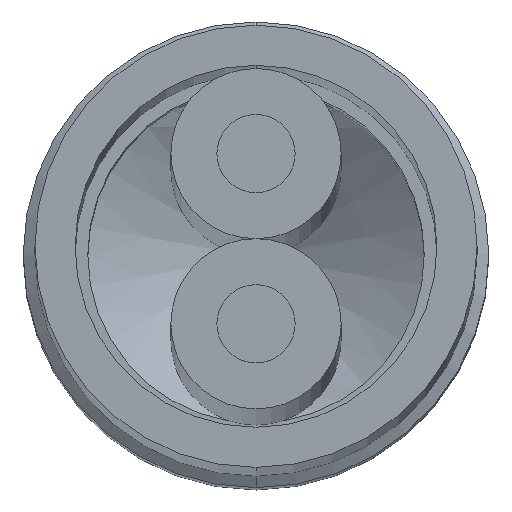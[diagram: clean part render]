
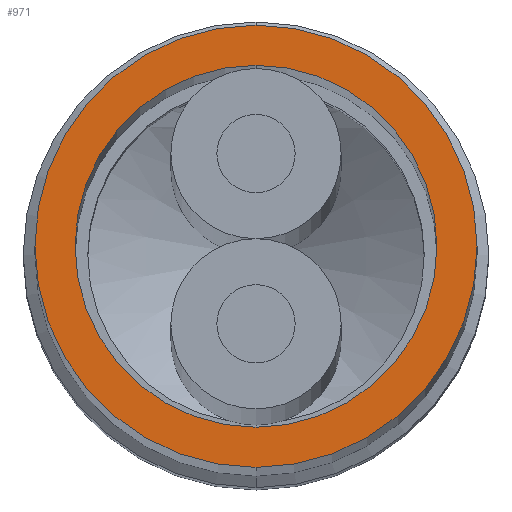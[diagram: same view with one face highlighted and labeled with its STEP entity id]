
A CAD part, top view. The second image highlights one B-rep face of the part: STEP entity #971.
In plain terms, the highlighted planar face has unit normal (0, 0, 1).
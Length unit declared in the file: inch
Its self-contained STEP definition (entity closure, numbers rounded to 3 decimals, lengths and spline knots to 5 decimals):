
#770=CARTESIAN_POINT('',(0.,0.,0.421));
#771=DIRECTION('',(0.,0.,1.));
#772=DIRECTION('',(0.,1.,0.));
#773=AXIS2_PLACEMENT_3D('',#770,#771,#772);
#775=CARTESIAN_POINT('',(0.,0.,0.421));
#776=DIRECTION('',(0.,0.,-1.));
#777=DIRECTION('',(0.,1.,0.));
#778=AXIS2_PLACEMENT_3D('',#775,#776,#777);
#858=CARTESIAN_POINT('',(0.,0.,0.421));
#859=DIRECTION('',(0.,0.,-1.));
#860=DIRECTION('',(0.,1.,0.));
#861=AXIS2_PLACEMENT_3D('',#858,#859,#860);
#867=CARTESIAN_POINT('',(0.,0.,0.421));
#868=DIRECTION('',(0.,0.,1.));
#869=DIRECTION('',(0.,1.,0.));
#870=AXIS2_PLACEMENT_3D('',#867,#868,#869);
#918=CARTESIAN_POINT('',(0.,0.0925,0.421));
#920=VERTEX_POINT('',#918);
#930=CARTESIAN_POINT('',(0.,0.113,0.421));
#931=VERTEX_POINT('',#930);
#932=CARTESIAN_POINT('',(0.,-0.0925,0.421));
#934=VERTEX_POINT('',#932);
#944=CARTESIAN_POINT('',(0.,-0.113,0.421));
#945=VERTEX_POINT('',#944);
#954=CARTESIAN_POINT('',(0.,0.,0.421));
#955=DIRECTION('',(0.,0.,1.));
#956=DIRECTION('',(0.,1.,0.));
#957=AXIS2_PLACEMENT_3D('',#954,#955,#956);
#958=PLANE('',#957);
#960=ORIENTED_EDGE('',*,*,#959,.F.);
#962=ORIENTED_EDGE('',*,*,#961,.T.);
#963=EDGE_LOOP('',(#960,#962));
#964=FACE_OUTER_BOUND('',#963,.F.);
#966=ORIENTED_EDGE('',*,*,#965,.F.);
#968=ORIENTED_EDGE('',*,*,#967,.T.);
#969=EDGE_LOOP('',(#966,#968));
#970=FACE_BOUND('',#969,.F.);
#971=ADVANCED_FACE('',(#964,#970),#958,.T.);
#774=CIRCLE('',#773,0.113);
#779=CIRCLE('',#778,0.113);
#862=CIRCLE('',#861,0.0925);
#871=CIRCLE('',#870,0.0925);
#959=EDGE_CURVE('',#931,#945,#774,.T.);
#961=EDGE_CURVE('',#931,#945,#779,.T.);
#965=EDGE_CURVE('',#920,#934,#862,.T.);
#967=EDGE_CURVE('',#920,#934,#871,.T.);
